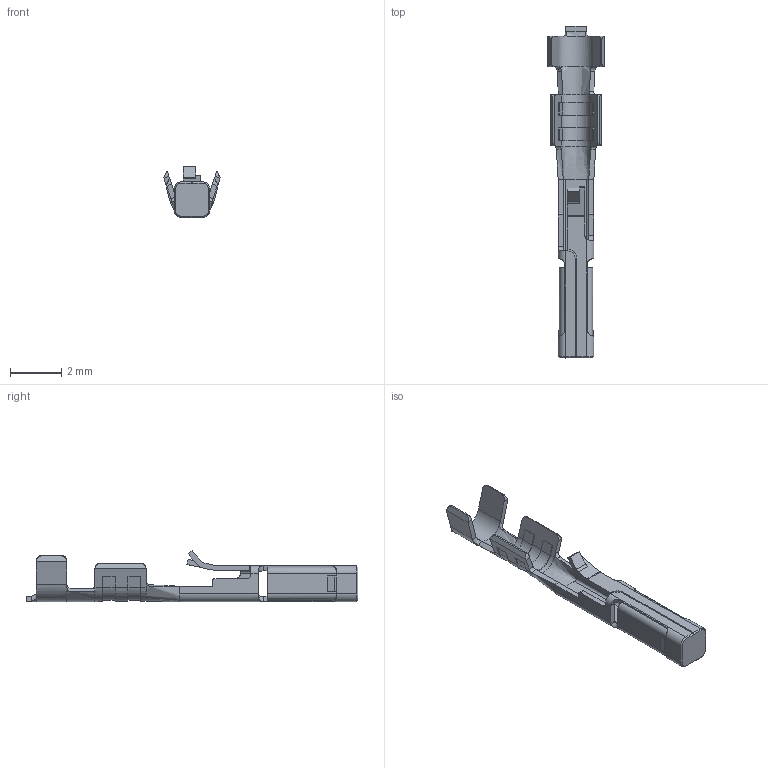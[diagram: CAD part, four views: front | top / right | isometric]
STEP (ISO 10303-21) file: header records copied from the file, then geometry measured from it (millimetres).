
FILE_DESCRIPTION( ('This file contains a STEP AP42 implementation' ,'as created by ZW3D STEP Interface translator.') ,'2;1' );
FILE_NAME( 'WF2542-TPSN01.stp' ,'23 426.141133', (''), ('ZWCAD Software Co.'), 'Version 1.0', 'ZW3D to STEP translator', '' );
FILE_SCHEMA(('AUTOMOTIVE_DESIGN { 1 0 10303 214 1 1 1 1 }'));
Length unit declared in the file: millimetre
Products named in the file (2): 0; WF2542-TPSN01
Bounding box: 2.2 x 13 x 2 mm (x, y, z)
Volume: 11.7 mm3; surface area: 84.6 mm2
Topology: 1 solids, 1 shells, 213 faces, 564 edges, 349 vertices
Faces by surface type: plane 123, cylinder 45, bspline 45
Entity records: 9196 total; most frequent: CARTESIAN_POINT 3871, ORIENTED_EDGE 1128, DIRECTION 953, EDGE_CURVE 564, VECTOR 395, LINE 395, VERTEX_POINT 349, AXIS2_PLACEMENT_3D 279
